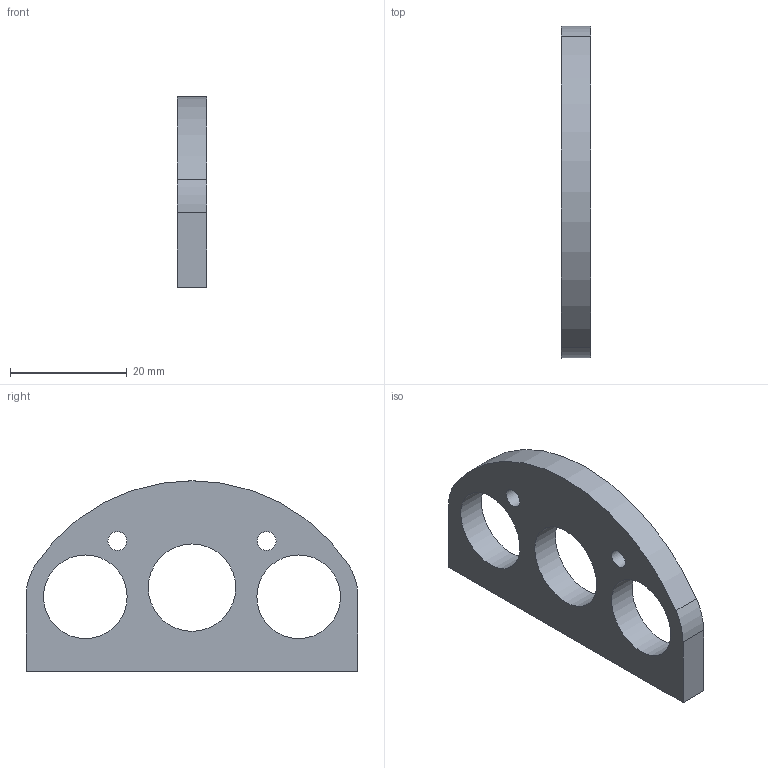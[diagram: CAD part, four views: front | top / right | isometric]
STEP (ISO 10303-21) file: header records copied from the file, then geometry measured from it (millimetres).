
FILE_DESCRIPTION(/* description */ (''),/* implementation_level */ '2;1');
FILE_NAME(/* name */ 'Wheel Mount.step',/* time_stamp */ '2025-04-04T14:27:09-03:00',/* author */ (''),/* organization */ (''),/* preprocessor_version */ 'ST-DEVELOPER v20.1',/* originating_system */ 'Autodesk Translation Framework v14.4.0.0',/* authorisation */ '');
FILE_SCHEMA (('AUTOMOTIVE_DESIGN { 1 0 10303 214 3 1 1 }'));
Length unit declared in the file: millimetre
Products named in the file (1): Wheel Mount
Bounding box: 5 x 56.97 x 32.7 mm (x, y, z)
Volume: 5216 mm3; surface area: 3749.5 mm2
Topology: 1 solids, 1 shells, 17 faces, 39 edges, 26 vertices
Faces by surface type: cylinder 10, plane 7
Full cylindrical faces by diameter (mm): 3.25 x2, 6.3 x2, 14.35 x2, 15 x1
Entity records: 553 total; most frequent: DIRECTION 95, CARTESIAN_POINT 83, ORIENTED_EDGE 78, EDGE_CURVE 39, AXIS2_PLACEMENT_3D 38, EDGE_LOOP 29, VERTEX_POINT 26, CIRCLE 20
